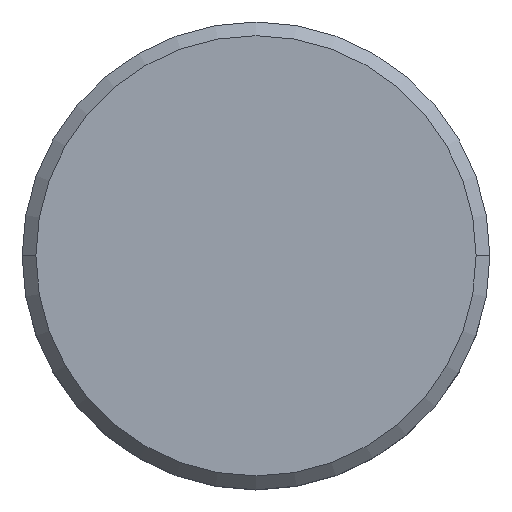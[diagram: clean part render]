
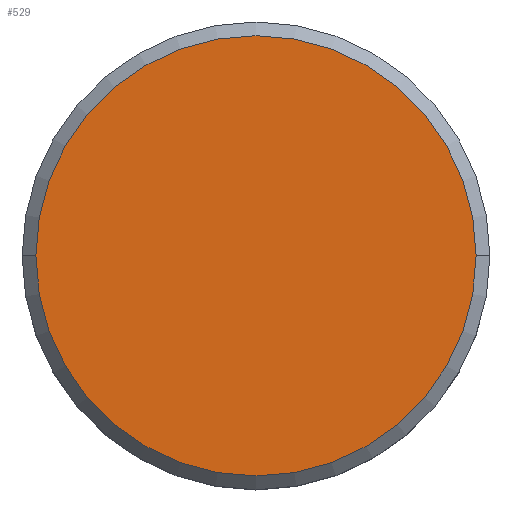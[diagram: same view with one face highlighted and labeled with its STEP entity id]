
A CAD part, top view. The second image highlights one B-rep face of the part: STEP entity #529.
In plain terms, the highlighted planar face has unit normal (0, 0, 1).
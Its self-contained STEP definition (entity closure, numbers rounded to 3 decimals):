
#100 = DIRECTION ( 'NONE',  ( 1., 0., 0. ) ) ;
#145 = EDGE_LOOP ( 'NONE', ( #768, #297 ) ) ;
#201 = AXIS2_PLACEMENT_3D ( 'NONE', #794, #267, #100 ) ;
#267 = DIRECTION ( 'NONE',  ( 0., 0., 1. ) ) ;
#297 = ORIENTED_EDGE ( 'NONE', *, *, #1043, .T. ) ;
#325 = VERTEX_POINT ( 'NONE', #800 ) ;
#332 = CARTESIAN_POINT ( 'NONE',  ( 0., 0., 0. ) ) ;
#385 = DIRECTION ( 'NONE',  ( 1., 0., 0. ) ) ;
#428 = DIRECTION ( 'NONE',  ( 0., 0., 1. ) ) ;
#480 = DIRECTION ( 'NONE',  ( 0., 0., 1. ) ) ;
#504 = CIRCLE ( 'NONE', #1144, 8. ) ;
#529 = ADVANCED_FACE ( 'NONE', ( #732 ), #1087, .T. ) ;
#562 = VERTEX_POINT ( 'NONE', #810 ) ;
#589 = DIRECTION ( 'NONE',  ( 1., 0., 0. ) ) ;
#732 = FACE_OUTER_BOUND ( 'NONE', #145, .T. ) ;
#767 = CIRCLE ( 'NONE', #201, 8. ) ;
#768 = ORIENTED_EDGE ( 'NONE', *, *, #802, .T. ) ;
#794 = CARTESIAN_POINT ( 'NONE',  ( 0., 0., 0. ) ) ;
#800 = CARTESIAN_POINT ( 'NONE',  ( 8., 0., 0. ) ) ;
#802 = EDGE_CURVE ( 'NONE', #562, #325, #504, .T. ) ;
#810 = CARTESIAN_POINT ( 'NONE',  ( -8., 0., 0. ) ) ;
#816 = AXIS2_PLACEMENT_3D ( 'NONE', #332, #428, #589 ) ;
#825 = CARTESIAN_POINT ( 'NONE',  ( 0., 0., 0. ) ) ;
#1043 = EDGE_CURVE ( 'NONE', #325, #562, #767, .T. ) ;
#1087 = PLANE ( 'NONE',  #816 ) ;
#1144 = AXIS2_PLACEMENT_3D ( 'NONE', #825, #480, #385 ) ;
